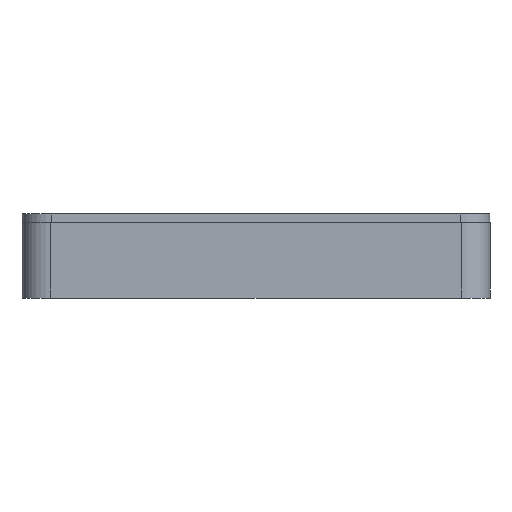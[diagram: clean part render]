
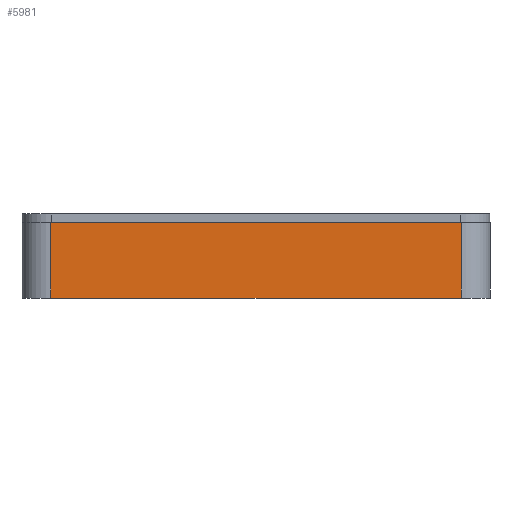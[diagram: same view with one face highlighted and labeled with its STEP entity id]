
A CAD part, left-side view. The second image highlights one B-rep face of the part: STEP entity #5981.
In plain terms, the highlighted planar face has unit normal (-1, 0, 0).
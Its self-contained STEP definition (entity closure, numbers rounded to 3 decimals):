
#610=PLANE('',#6352);
#739=FACE_OUTER_BOUND('',#1078,.T.);
#1078=EDGE_LOOP('',(#4165,#4166,#4167,#4168));
#1437=LINE('',#7525,#1939);
#1450=LINE('',#7558,#1952);
#1461=LINE('',#7593,#1963);
#1479=LINE('',#7646,#1981);
#1939=VECTOR('',#6554,10.);
#1952=VECTOR('',#6577,10.);
#1963=VECTOR('',#6612,10.);
#1981=VECTOR('',#6672,10.);
#2516=VERTEX_POINT('',#7522);
#2517=VERTEX_POINT('',#7524);
#2532=VERTEX_POINT('',#7556);
#2544=VERTEX_POINT('',#7591);
#3136=EDGE_CURVE('',#2516,#2517,#1437,.T.);
#3153=EDGE_CURVE('',#2532,#2516,#1450,.T.);
#3171=EDGE_CURVE('',#2544,#2532,#1461,.T.);
#3197=EDGE_CURVE('',#2517,#2544,#1479,.T.);
#4165=ORIENTED_EDGE('',*,*,#3136,.F.);
#4166=ORIENTED_EDGE('',*,*,#3153,.F.);
#4167=ORIENTED_EDGE('',*,*,#3171,.F.);
#4168=ORIENTED_EDGE('',*,*,#3197,.F.);
#5981=ADVANCED_FACE('',(#739),#610,.T.);
#6352=AXIS2_PLACEMENT_3D('',#7645,#6670,#6671);
#6554=DIRECTION('',(0.,0.,-1.));
#6577=DIRECTION('',(0.,-1.,0.));
#6612=DIRECTION('',(0.,0.,1.));
#6670=DIRECTION('center_axis',(-1.,0.,0.));
#6671=DIRECTION('ref_axis',(0.,-1.,0.));
#6672=DIRECTION('',(0.,1.,0.));
#7522=CARTESIAN_POINT('',(-34.5,-30.7,13.));
#7524=CARTESIAN_POINT('',(-34.5,-30.7,0.));
#7525=CARTESIAN_POINT('',(-34.5,-30.7,0.));
#7556=CARTESIAN_POINT('',(-34.5,40.,13.));
#7558=CARTESIAN_POINT('',(-34.5,-35.7,13.));
#7591=CARTESIAN_POINT('',(-34.5,40.,0.));
#7593=CARTESIAN_POINT('',(-34.5,40.,0.));
#7645=CARTESIAN_POINT('Origin',(-34.5,45.,0.));
#7646=CARTESIAN_POINT('',(-34.5,-35.7,0.));
